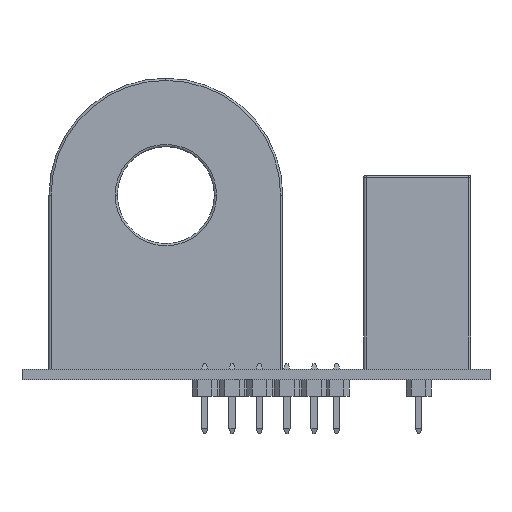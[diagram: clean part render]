
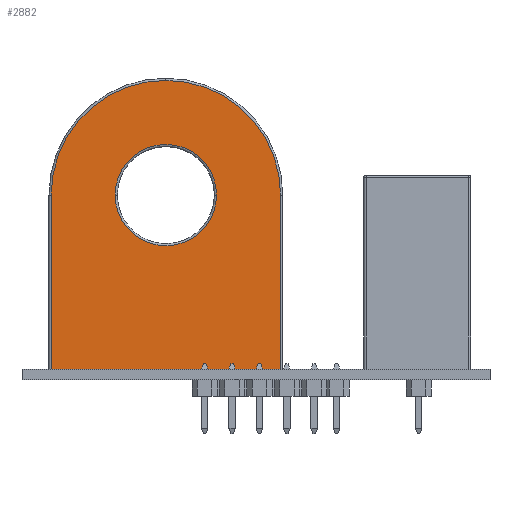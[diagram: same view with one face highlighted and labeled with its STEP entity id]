
A CAD part, front view. The second image highlights one B-rep face of the part: STEP entity #2882.
In plain terms, the highlighted planar face has unit normal (0, -1, 0).
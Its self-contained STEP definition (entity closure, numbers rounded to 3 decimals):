
#33 = VERTEX_POINT('',#34);
#34 = CARTESIAN_POINT('',(-18.867,-12.632,19.15
    ));
#41 = EDGE_CURVE('',#42,#33,#44,.T.);
#42 = VERTEX_POINT('',#43);
#43 = CARTESIAN_POINT('',(-28.267,-12.632,19.15
    ));
#44 = CIRCLE('',#45,4.7);
#45 = AXIS2_PLACEMENT_3D('',#46,#47,#48);
#46 = CARTESIAN_POINT('',(-23.567,-12.632,19.15
    ));
#47 = DIRECTION('',(0.,1.,-0.));
#48 = DIRECTION('',(-1.,0.,0.));
#1215 = VERTEX_POINT('',#1216);
#1216 = CARTESIAN_POINT('',(-12.917,-12.632,
    3.));
#1223 = EDGE_CURVE('',#1224,#1215,#1226,.T.);
#1224 = VERTEX_POINT('',#1225);
#1225 = CARTESIAN_POINT('',(-34.217,-12.632,
    3.));
#1226 = LINE('',#1227,#1228);
#1227 = CARTESIAN_POINT('',(-34.417,-12.632,
    3.));
#1228 = VECTOR('',#1229,1.);
#1229 = DIRECTION('',(1.,0.,0.));
#2882 = ADVANCED_FACE('',(#2883,#2893),#2928,.F.);
#2883 = FACE_BOUND('',#2884,.T.);
#2884 = EDGE_LOOP('',(#2885,#2886));
#2885 = ORIENTED_EDGE('',*,*,#41,.T.);
#2886 = ORIENTED_EDGE('',*,*,#2887,.T.);
#2887 = EDGE_CURVE('',#33,#42,#2888,.T.);
#2888 = CIRCLE('',#2889,4.7);
#2889 = AXIS2_PLACEMENT_3D('',#2890,#2891,#2892);
#2890 = CARTESIAN_POINT('',(-23.567,-12.632,
    19.15));
#2891 = DIRECTION('',(0.,1.,-0.));
#2892 = DIRECTION('',(-1.,0.,0.));
#2893 = FACE_BOUND('',#2894,.T.);
#2894 = EDGE_LOOP('',(#2895,#2896,#2904,#2913,#2922));
#2895 = ORIENTED_EDGE('',*,*,#1223,.T.);
#2896 = ORIENTED_EDGE('',*,*,#2897,.T.);
#2897 = EDGE_CURVE('',#1215,#2898,#2900,.T.);
#2898 = VERTEX_POINT('',#2899);
#2899 = CARTESIAN_POINT('',(-12.917,-12.632,
    19.15));
#2900 = LINE('',#2901,#2902);
#2901 = CARTESIAN_POINT('',(-12.917,-12.632,
    30.));
#2902 = VECTOR('',#2903,1.);
#2903 = DIRECTION('',(0.,0.,1.));
#2904 = ORIENTED_EDGE('',*,*,#2905,.T.);
#2905 = EDGE_CURVE('',#2898,#2906,#2908,.T.);
#2906 = VERTEX_POINT('',#2907);
#2907 = CARTESIAN_POINT('',(-23.567,-12.632,
    29.8));
#2908 = CIRCLE('',#2909,10.65);
#2909 = AXIS2_PLACEMENT_3D('',#2910,#2911,#2912);
#2910 = CARTESIAN_POINT('',(-23.567,-12.632,
    19.15));
#2911 = DIRECTION('',(0.,-1.,-0.));
#2912 = DIRECTION('',(-1.,0.,0.));
#2913 = ORIENTED_EDGE('',*,*,#2914,.T.);
#2914 = EDGE_CURVE('',#2906,#2915,#2917,.T.);
#2915 = VERTEX_POINT('',#2916);
#2916 = CARTESIAN_POINT('',(-34.217,-12.632,
    19.15));
#2917 = CIRCLE('',#2918,10.65);
#2918 = AXIS2_PLACEMENT_3D('',#2919,#2920,#2921);
#2919 = CARTESIAN_POINT('',(-23.567,-12.632,
    19.15));
#2920 = DIRECTION('',(0.,-1.,-0.));
#2921 = DIRECTION('',(-1.,0.,0.));
#2922 = ORIENTED_EDGE('',*,*,#2923,.T.);
#2923 = EDGE_CURVE('',#2915,#1224,#2924,.T.);
#2924 = LINE('',#2925,#2926);
#2925 = CARTESIAN_POINT('',(-34.217,-12.632,
    30.));
#2926 = VECTOR('',#2927,1.);
#2927 = DIRECTION('',(0.,0.,-1.));
#2928 = PLANE('',#2929);
#2929 = AXIS2_PLACEMENT_3D('',#2930,#2931,#2932);
#2930 = CARTESIAN_POINT('',(-34.417,-12.632,
    30.));
#2931 = DIRECTION('',(0.,1.,0.));
#2932 = DIRECTION('',(-1.,0.,0.));
